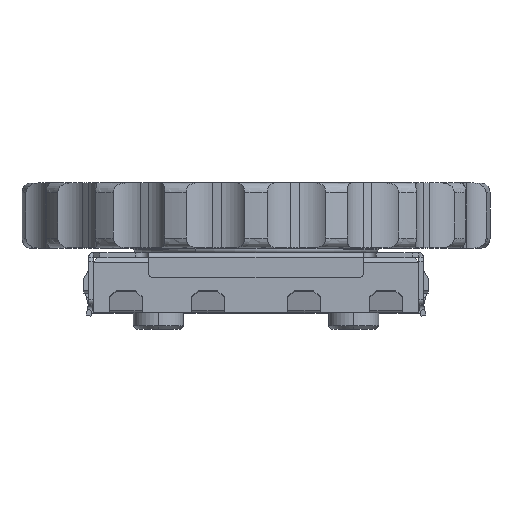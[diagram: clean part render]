
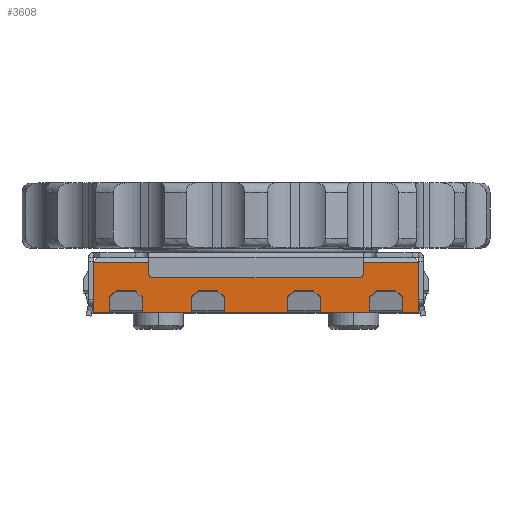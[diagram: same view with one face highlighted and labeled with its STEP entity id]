
A CAD part, top view. The second image highlights one B-rep face of the part: STEP entity #3608.
In plain terms, the highlighted planar face has unit normal (0, 0, 1).
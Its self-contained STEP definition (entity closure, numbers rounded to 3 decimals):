
#272=DIRECTION('',(1.,0.,0.));
#273=VECTOR('',#272,0.5);
#274=CARTESIAN_POINT('',(-5.,-1.7,7.25));
#275=LINE('',#274,#273);
#276=DIRECTION('',(1.,0.,0.));
#277=VECTOR('',#276,1.525);
#278=CARTESIAN_POINT('',(-3.5,-1.7,7.25));
#279=LINE('',#278,#277);
#280=DIRECTION('',(1.,0.,0.));
#281=VECTOR('',#280,1.95);
#282=CARTESIAN_POINT('',(-0.975,-1.7,7.25));
#283=LINE('',#282,#281);
#284=DIRECTION('',(1.,0.,0.));
#285=VECTOR('',#284,1.525);
#286=CARTESIAN_POINT('',(1.975,-1.7,7.25));
#287=LINE('',#286,#285);
#288=DIRECTION('',(1.,0.,0.));
#289=VECTOR('',#288,0.5);
#290=CARTESIAN_POINT('',(4.5,-1.7,7.25));
#291=LINE('',#290,#289);
#676=DIRECTION('',(0.,1.,0.));
#677=VECTOR('',#676,1.55);
#678=CARTESIAN_POINT('',(5.,-1.7,7.25));
#679=LINE('',#678,#677);
#844=DIRECTION('',(0.,1.,0.));
#845=VECTOR('',#844,0.1);
#846=CARTESIAN_POINT('',(1.975,-1.7,7.25));
#847=LINE('',#846,#845);
#848=DIRECTION('',(-1.,0.,0.));
#849=VECTOR('',#848,1.);
#850=CARTESIAN_POINT('',(1.975,-1.6,7.25));
#851=LINE('',#850,#849);
#852=DIRECTION('',(0.,1.,0.));
#853=VECTOR('',#852,0.1);
#854=CARTESIAN_POINT('',(0.975,-1.7,7.25));
#855=LINE('',#854,#853);
#856=DIRECTION('',(0.,1.,0.));
#857=VECTOR('',#856,0.1);
#858=CARTESIAN_POINT('',(-0.975,-1.7,7.25));
#859=LINE('',#858,#857);
#860=DIRECTION('',(-1.,0.,0.));
#861=VECTOR('',#860,1.);
#862=CARTESIAN_POINT('',(-0.975,-1.6,7.25));
#863=LINE('',#862,#861);
#864=DIRECTION('',(0.,1.,0.));
#865=VECTOR('',#864,0.1);
#866=CARTESIAN_POINT('',(-1.975,-1.7,7.25));
#867=LINE('',#866,#865);
#868=DIRECTION('',(0.,1.,0.));
#869=VECTOR('',#868,0.1);
#870=CARTESIAN_POINT('',(-3.5,-1.7,7.25));
#871=LINE('',#870,#869);
#872=DIRECTION('',(-1.,0.,0.));
#873=VECTOR('',#872,1.);
#874=CARTESIAN_POINT('',(-3.5,-1.6,7.25));
#875=LINE('',#874,#873);
#876=DIRECTION('',(0.,1.,0.));
#877=VECTOR('',#876,0.1);
#878=CARTESIAN_POINT('',(-4.5,-1.7,7.25));
#879=LINE('',#878,#877);
#880=DIRECTION('',(0.,1.,0.));
#881=VECTOR('',#880,1.55);
#882=CARTESIAN_POINT('',(-5.,-1.7,7.25));
#883=LINE('',#882,#881);
#884=DIRECTION('',(1.,0.,0.));
#885=VECTOR('',#884,10.);
#886=CARTESIAN_POINT('',(-5.,-0.15,7.25));
#887=LINE('',#886,#885);
#888=DIRECTION('',(0.,1.,0.));
#889=VECTOR('',#888,0.1);
#890=CARTESIAN_POINT('',(4.5,-1.7,7.25));
#891=LINE('',#890,#889);
#892=DIRECTION('',(-1.,0.,0.));
#893=VECTOR('',#892,1.);
#894=CARTESIAN_POINT('',(4.5,-1.6,7.25));
#895=LINE('',#894,#893);
#896=DIRECTION('',(0.,1.,0.));
#897=VECTOR('',#896,0.1);
#898=CARTESIAN_POINT('',(3.5,-1.7,7.25));
#899=LINE('',#898,#897);
#1992=CARTESIAN_POINT('',(-5.,-1.7,7.25));
#1993=VERTEX_POINT('',#1992);
#1994=CARTESIAN_POINT('',(5.,-1.7,7.25));
#1996=VERTEX_POINT('',#1994);
#2046=CARTESIAN_POINT('',(5.,-0.15,7.25));
#2047=VERTEX_POINT('',#2046);
#2068=CARTESIAN_POINT('',(-5.,-0.15,7.25));
#2069=VERTEX_POINT('',#2068);
#2364=CARTESIAN_POINT('',(4.5,-1.6,7.25));
#2365=CARTESIAN_POINT('',(3.5,-1.6,7.25));
#2366=VERTEX_POINT('',#2364);
#2367=VERTEX_POINT('',#2365);
#2368=CARTESIAN_POINT('',(4.5,-1.7,7.25));
#2369=VERTEX_POINT('',#2368);
#2370=CARTESIAN_POINT('',(3.5,-1.7,7.25));
#2371=VERTEX_POINT('',#2370);
#2376=CARTESIAN_POINT('',(-0.975,-1.7,7.25));
#2377=CARTESIAN_POINT('',(-0.975,-1.6,7.25));
#2378=VERTEX_POINT('',#2376);
#2379=VERTEX_POINT('',#2377);
#2380=CARTESIAN_POINT('',(-1.975,-1.6,7.25));
#2381=VERTEX_POINT('',#2380);
#2382=CARTESIAN_POINT('',(-1.975,-1.7,7.25));
#2383=VERTEX_POINT('',#2382);
#2388=CARTESIAN_POINT('',(-3.5,-1.7,7.25));
#2389=CARTESIAN_POINT('',(-3.5,-1.6,7.25));
#2390=VERTEX_POINT('',#2388);
#2391=VERTEX_POINT('',#2389);
#2392=CARTESIAN_POINT('',(-4.5,-1.6,7.25));
#2393=VERTEX_POINT('',#2392);
#2394=CARTESIAN_POINT('',(-4.5,-1.7,7.25));
#2395=VERTEX_POINT('',#2394);
#2404=CARTESIAN_POINT('',(1.975,-1.7,7.25));
#2405=CARTESIAN_POINT('',(1.975,-1.6,7.25));
#2406=VERTEX_POINT('',#2404);
#2407=VERTEX_POINT('',#2405);
#2408=CARTESIAN_POINT('',(0.975,-1.6,7.25));
#2409=VERTEX_POINT('',#2408);
#2410=CARTESIAN_POINT('',(0.975,-1.7,7.25));
#2411=VERTEX_POINT('',#2410);
#3567=CARTESIAN_POINT('',(5.,0.,7.25));
#3568=DIRECTION('',(0.,0.,1.));
#3569=DIRECTION('',(-1.,0.,0.));
#3570=AXIS2_PLACEMENT_3D('',#3567,#3568,#3569);
#3571=PLANE('',#3570);
#3573=ORIENTED_EDGE('',*,*,#3572,.T.);
#3575=ORIENTED_EDGE('',*,*,#3574,.T.);
#3577=ORIENTED_EDGE('',*,*,#3576,.F.);
#3578=ORIENTED_EDGE('',*,*,#2685,.F.);
#3580=ORIENTED_EDGE('',*,*,#3579,.T.);
#3582=ORIENTED_EDGE('',*,*,#3581,.T.);
#3584=ORIENTED_EDGE('',*,*,#3583,.F.);
#3585=ORIENTED_EDGE('',*,*,#2681,.F.);
#3587=ORIENTED_EDGE('',*,*,#3586,.T.);
#3589=ORIENTED_EDGE('',*,*,#3588,.T.);
#3591=ORIENTED_EDGE('',*,*,#3590,.F.);
#3592=ORIENTED_EDGE('',*,*,#2677,.F.);
#3594=ORIENTED_EDGE('',*,*,#3593,.T.);
#3596=ORIENTED_EDGE('',*,*,#3595,.T.);
#3597=ORIENTED_EDGE('',*,*,#3335,.F.);
#3598=ORIENTED_EDGE('',*,*,#2693,.F.);
#3600=ORIENTED_EDGE('',*,*,#3599,.T.);
#3602=ORIENTED_EDGE('',*,*,#3601,.T.);
#3604=ORIENTED_EDGE('',*,*,#3603,.F.);
#3605=ORIENTED_EDGE('',*,*,#2689,.F.);
#3606=EDGE_LOOP('',(#3573,#3575,#3577,#3578,#3580,#3582,#3584,#3585,#3587,#3589,
#3591,#3592,#3594,#3596,#3597,#3598,#3600,#3602,#3604,#3605));
#3607=FACE_OUTER_BOUND('',#3606,.F.);
#3608=ADVANCED_FACE('',(#3607),#3571,.T.);
#2677=EDGE_CURVE('',#1993,#2395,#275,.T.);
#2681=EDGE_CURVE('',#2390,#2383,#279,.T.);
#2685=EDGE_CURVE('',#2378,#2411,#283,.T.);
#2689=EDGE_CURVE('',#2406,#2371,#287,.T.);
#2693=EDGE_CURVE('',#2369,#1996,#291,.T.);
#3335=EDGE_CURVE('',#1996,#2047,#679,.T.);
#3572=EDGE_CURVE('',#2406,#2407,#847,.T.);
#3574=EDGE_CURVE('',#2407,#2409,#851,.T.);
#3576=EDGE_CURVE('',#2411,#2409,#855,.T.);
#3579=EDGE_CURVE('',#2378,#2379,#859,.T.);
#3581=EDGE_CURVE('',#2379,#2381,#863,.T.);
#3583=EDGE_CURVE('',#2383,#2381,#867,.T.);
#3586=EDGE_CURVE('',#2390,#2391,#871,.T.);
#3588=EDGE_CURVE('',#2391,#2393,#875,.T.);
#3590=EDGE_CURVE('',#2395,#2393,#879,.T.);
#3593=EDGE_CURVE('',#1993,#2069,#883,.T.);
#3595=EDGE_CURVE('',#2069,#2047,#887,.T.);
#3599=EDGE_CURVE('',#2369,#2366,#891,.T.);
#3601=EDGE_CURVE('',#2366,#2367,#895,.T.);
#3603=EDGE_CURVE('',#2371,#2367,#899,.T.);
